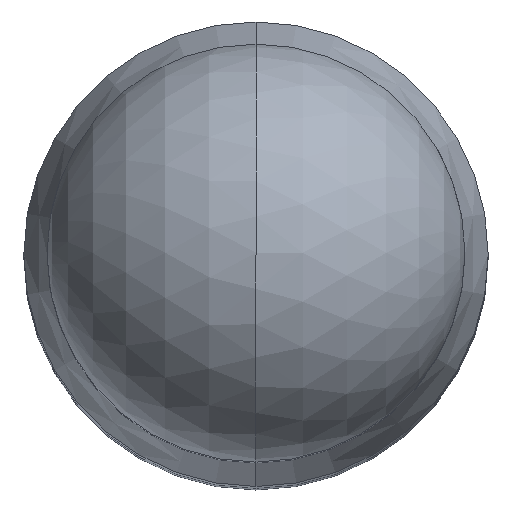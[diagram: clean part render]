
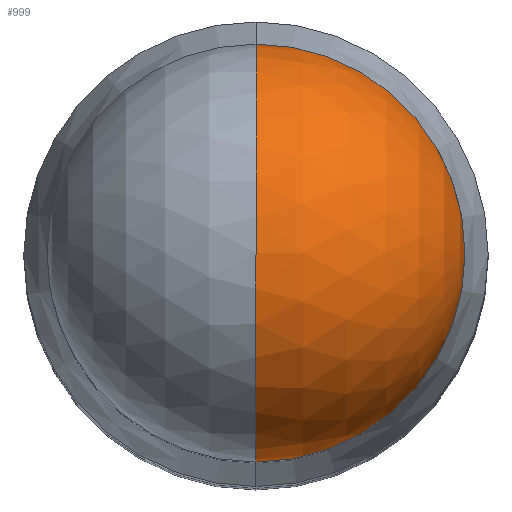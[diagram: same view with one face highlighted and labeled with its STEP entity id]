
A CAD part, top view. The second image highlights one B-rep face of the part: STEP entity #999.
In plain terms, the highlighted spherical face has radius 3.571 mm.
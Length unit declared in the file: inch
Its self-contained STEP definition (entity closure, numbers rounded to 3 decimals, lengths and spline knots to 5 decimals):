
#13 = ORIENTED_EDGE ( 'NONE', *, *, #475, .F. ) ;
#59 = DIRECTION ( 'NONE',  ( 1., 0., 0. ) ) ;
#62 = VERTEX_POINT ( 'NONE', #815 ) ;
#110 = EDGE_CURVE ( 'NONE', #927, #670, #495, .T. ) ;
#214 = AXIS2_PLACEMENT_3D ( 'NONE', #973, #1058, #280 ) ;
#237 = DIRECTION ( 'NONE',  ( 0., 0., 1. ) ) ;
#247 = ORIENTED_EDGE ( 'NONE', *, *, #1074, .T. ) ;
#248 = CIRCLE ( 'NONE', #804, 0.1406 ) ;
#251 = AXIS2_PLACEMENT_3D ( 'NONE', #837, #237, #321 ) ;
#280 = DIRECTION ( 'NONE',  ( 0., 1., 0. ) ) ;
#289 = CIRCLE ( 'NONE', #742, 0.1406 ) ;
#305 = CARTESIAN_POINT ( 'NONE',  ( 0., 0., -0.1406 ) ) ;
#321 = DIRECTION ( 'NONE',  ( 1., 0., 0. ) ) ;
#330 = DIRECTION ( 'NONE',  ( 1., 0., 0. ) ) ;
#391 = CARTESIAN_POINT ( 'NONE',  ( 0., 0., 0. ) ) ;
#406 = ORIENTED_EDGE ( 'NONE', *, *, #546, .T. ) ;
#412 = CARTESIAN_POINT ( 'NONE',  ( 0., 0., -0.1406 ) ) ;
#470 = CIRCLE ( 'NONE', #251, 0.1406 ) ;
#475 = EDGE_CURVE ( 'NONE', #927, #728, #289, .T. ) ;
#495 = CIRCLE ( 'NONE', #214, 0.1406 ) ;
#504 = SPHERICAL_SURFACE ( 'NONE', #1068, 0.1406 ) ;
#543 = DIRECTION ( 'NONE',  ( -1., 0., 0. ) ) ;
#546 = EDGE_CURVE ( 'NONE', #670, #62, #470, .T. ) ;
#553 = EDGE_LOOP ( 'NONE', ( #13, #987, #406, #247 ) ) ;
#607 = CARTESIAN_POINT ( 'NONE',  ( 0., 0., -0.1406 ) ) ;
#670 = VERTEX_POINT ( 'NONE', #1009 ) ;
#683 = CARTESIAN_POINT ( 'NONE',  ( 0., 0.1406, -0.1406 ) ) ;
#728 = VERTEX_POINT ( 'NONE', #683 ) ;
#742 = AXIS2_PLACEMENT_3D ( 'NONE', #305, #543, #914 ) ;
#804 = AXIS2_PLACEMENT_3D ( 'NONE', #412, #1105, #330 ) ;
#815 = CARTESIAN_POINT ( 'NONE',  ( 0.1406, 0., -0.1406 ) ) ;
#837 = CARTESIAN_POINT ( 'NONE',  ( 0., 0., -0.1406 ) ) ;
#851 = DIRECTION ( 'NONE',  ( 0., 1., 0. ) ) ;
#914 = DIRECTION ( 'NONE',  ( 0., -1., 0. ) ) ;
#927 = VERTEX_POINT ( 'NONE', #391 ) ;
#943 = FACE_OUTER_BOUND ( 'NONE', #553, .T. ) ;
#973 = CARTESIAN_POINT ( 'NONE',  ( 0., 0., -0.1406 ) ) ;
#987 = ORIENTED_EDGE ( 'NONE', *, *, #110, .T. ) ;
#999 = ADVANCED_FACE ( 'NONE', ( #943 ), #504, .T. ) ;
#1009 = CARTESIAN_POINT ( 'NONE',  ( 0., -0.1406, -0.1406 ) ) ;
#1058 = DIRECTION ( 'NONE',  ( 1., 0., 0. ) ) ;
#1068 = AXIS2_PLACEMENT_3D ( 'NONE', #607, #59, #851 ) ;
#1074 = EDGE_CURVE ( 'NONE', #62, #728, #248, .T. ) ;
#1105 = DIRECTION ( 'NONE',  ( 0., 0., 1. ) ) ;
